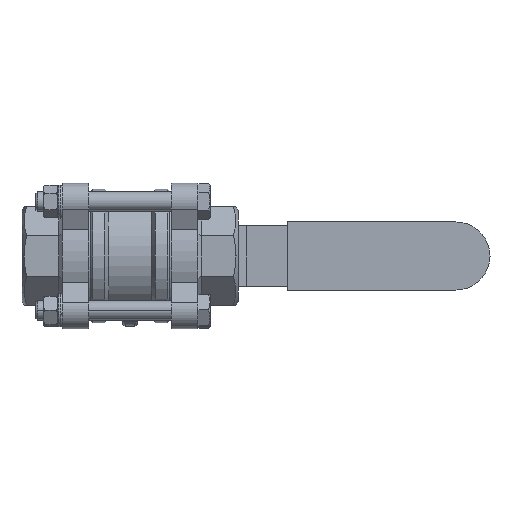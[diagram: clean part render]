
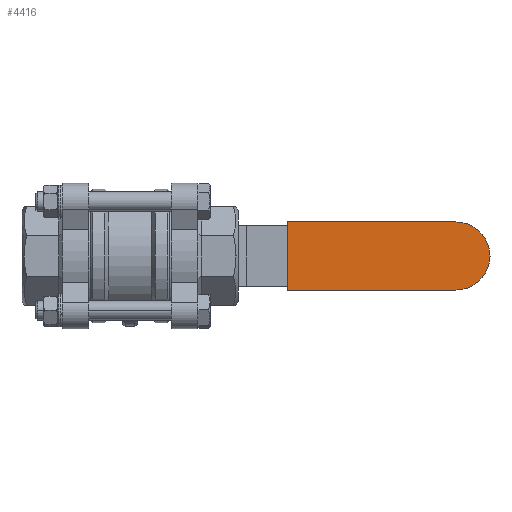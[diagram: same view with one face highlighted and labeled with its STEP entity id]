
A CAD part, front view. The second image highlights one B-rep face of the part: STEP entity #4416.
In plain terms, the highlighted face is planar.
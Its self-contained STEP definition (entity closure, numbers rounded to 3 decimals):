
#779 = DIRECTION ( 'NONE',  ( 0., 0., -1. ) ) ;
#3402 = VERTEX_POINT ( 'NONE', #11679 ) ;
#4416 = ADVANCED_FACE ( 'NONE', ( #21127 ), #7519, .T. ) ;
#6188 = VECTOR ( 'NONE', #25263, 1000. ) ;
#6268 = LINE ( 'NONE', #16532, #16852 ) ;
#6553 = VERTEX_POINT ( 'NONE', #12344 ) ;
#7363 = AXIS2_PLACEMENT_3D ( 'NONE', #13467, #779, #15590 ) ;
#7411 = ORIENTED_EDGE ( 'NONE', *, *, #7561, .F. ) ;
#7519 = PLANE ( 'NONE',  #20434 ) ;
#7561 = EDGE_CURVE ( 'NONE', #3402, #6553, #20148, .T. ) ;
#7791 = EDGE_CURVE ( 'NONE', #20496, #27387, #11834, .T. ) ;
#8433 = LINE ( 'NONE', #15530, #19045 ) ;
#10253 = DIRECTION ( 'NONE',  ( -1., 0., 0. ) ) ;
#11679 = CARTESIAN_POINT ( 'NONE',  ( 70., 14.2, 3.1 ) ) ;
#11834 = LINE ( 'NONE', #23105, #6188 ) ;
#11948 = CARTESIAN_POINT ( 'NONE',  ( 0., 14.2, 3.1 ) ) ;
#12227 = ORIENTED_EDGE ( 'NONE', *, *, #13612, .F. ) ;
#12344 = CARTESIAN_POINT ( 'NONE',  ( 70., -14.2, 3.1 ) ) ;
#13467 = CARTESIAN_POINT ( 'NONE',  ( 70., 0., 3.1 ) ) ;
#13612 = EDGE_CURVE ( 'NONE', #6553, #20496, #6268, .T. ) ;
#15530 = CARTESIAN_POINT ( 'NONE',  ( 70., 14.2, 3.1 ) ) ;
#15590 = DIRECTION ( 'NONE',  ( -1., 0., 0. ) ) ;
#16532 = CARTESIAN_POINT ( 'NONE',  ( 0., -14.2, 3.1 ) ) ;
#16591 = EDGE_CURVE ( 'NONE', #27387, #3402, #8433, .T. ) ;
#16852 = VECTOR ( 'NONE', #10253, 1000. ) ;
#19045 = VECTOR ( 'NONE', #19829, 1000. ) ;
#19829 = DIRECTION ( 'NONE',  ( 1., 0., 0. ) ) ;
#20148 = CIRCLE ( 'NONE', #7363, 14.2 ) ;
#20434 = AXIS2_PLACEMENT_3D ( 'NONE', #25834, #25804, #25760 ) ;
#20496 = VERTEX_POINT ( 'NONE', #27227 ) ;
#21127 = FACE_OUTER_BOUND ( 'NONE', #22686, .T. ) ;
#22686 = EDGE_LOOP ( 'NONE', ( #7411, #27135, #27304, #12227 ) ) ;
#23105 = CARTESIAN_POINT ( 'NONE',  ( 0., 14.2, 3.1 ) ) ;
#25263 = DIRECTION ( 'NONE',  ( 0., 1., 0. ) ) ;
#25760 = DIRECTION ( 'NONE',  ( -1., 0., 0. ) ) ;
#25804 = DIRECTION ( 'NONE',  ( 0., 0., 1. ) ) ;
#25834 = CARTESIAN_POINT ( 'NONE',  ( 70., 0., 3.1 ) ) ;
#27135 = ORIENTED_EDGE ( 'NONE', *, *, #16591, .F. ) ;
#27227 = CARTESIAN_POINT ( 'NONE',  ( 0., -14.2, 3.1 ) ) ;
#27304 = ORIENTED_EDGE ( 'NONE', *, *, #7791, .F. ) ;
#27387 = VERTEX_POINT ( 'NONE', #11948 ) ;
